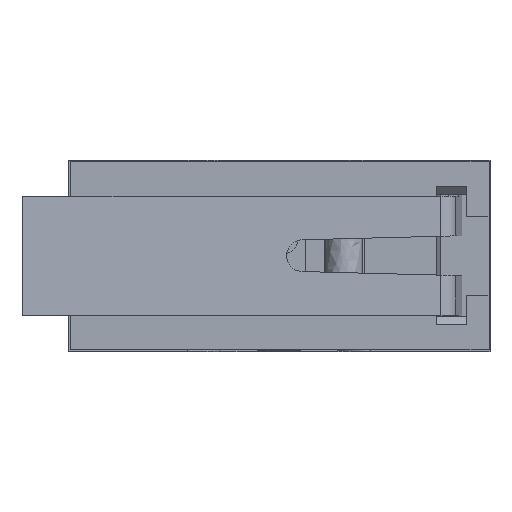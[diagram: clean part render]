
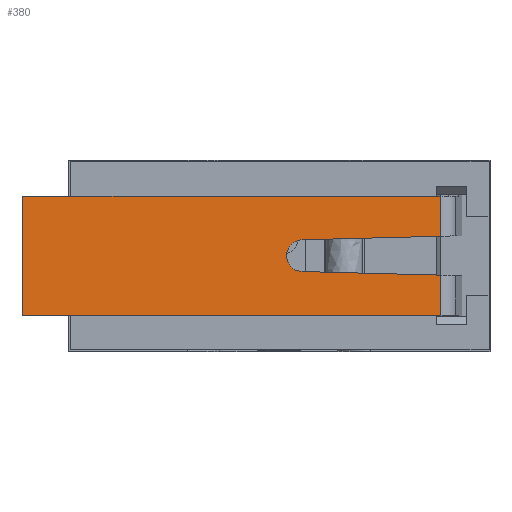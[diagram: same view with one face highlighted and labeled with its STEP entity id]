
A CAD part, top view. The second image highlights one B-rep face of the part: STEP entity #380.
In plain terms, the highlighted planar face has unit normal (0.081, 0, 0.997).
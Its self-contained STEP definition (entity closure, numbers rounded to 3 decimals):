
#380=ADVANCED_FACE('',(#692),#5297,.T.);
#692=FACE_OUTER_BOUND('',#1044,.T.);
#1044=EDGE_LOOP('',(#2505,#2506,#2507,#2508,#2509,#2510,#2511,#2512));
#2505=ORIENTED_EDGE('',*,*,#3481,.T.);
#2506=ORIENTED_EDGE('',*,*,#3501,.T.);
#2507=ORIENTED_EDGE('',*,*,#3482,.T.);
#2508=ORIENTED_EDGE('',*,*,#3483,.T.);
#2509=ORIENTED_EDGE('',*,*,#3484,.T.);
#2510=ORIENTED_EDGE('',*,*,#3485,.T.);
#2511=ORIENTED_EDGE('',*,*,#3486,.T.);
#2512=ORIENTED_EDGE('',*,*,#3487,.T.);
#3481=EDGE_CURVE('',#4949,#4950,#4357,.T.);
#3482=EDGE_CURVE('',#4951,#4952,#4358,.T.);
#3483=EDGE_CURVE('',#4952,#4953,#4359,.T.);
#3484=EDGE_CURVE('',#4953,#4954,#4360,.T.);
#3485=EDGE_CURVE('',#4954,#4955,#4361,.T.);
#3486=EDGE_CURVE('',#4955,#4956,#4362,.T.);
#3487=EDGE_CURVE('',#4956,#4949,#4363,.T.);
#3501=EDGE_CURVE('',#4950,#4951,#3649,.T.);
#3649=(
BOUNDED_CURVE()
B_SPLINE_CURVE(2,(#11345,#11346,#11347,#11348,#11349),.UNSPECIFIED.,.F.,
 .F.)
B_SPLINE_CURVE_WITH_KNOTS((3,2,3),(-0.059,-0.029,
0.),.UNSPECIFIED.)
CURVE()
GEOMETRIC_REPRESENTATION_ITEM()
RATIONAL_B_SPLINE_CURVE((1.,0.716,1.,0.716,1.))
REPRESENTATION_ITEM('')
);
#4357=B_SPLINE_CURVE_WITH_KNOTS('',1,(#11283,#11284),.UNSPECIFIED.,.F.,
 .F.,(2,2),(0.,0.166),.UNSPECIFIED.);
#4358=B_SPLINE_CURVE_WITH_KNOTS('',1,(#11285,#11286),.UNSPECIFIED.,.F.,
 .F.,(2,2),(0.,0.166),.UNSPECIFIED.);
#4359=B_SPLINE_CURVE_WITH_KNOTS('',1,(#11287,#11288),.UNSPECIFIED.,.F.,
 .F.,(2,2),(0.,0.048),.UNSPECIFIED.);
#4360=B_SPLINE_CURVE_WITH_KNOTS('',1,(#11289,#11290),.UNSPECIFIED.,.F.,
 .F.,(2,2),(0.,0.501),.UNSPECIFIED.);
#4361=B_SPLINE_CURVE_WITH_KNOTS('',1,(#11291,#11292),.UNSPECIFIED.,.F.,
 .F.,(2,2),(0.,0.143),.UNSPECIFIED.);
#4362=B_SPLINE_CURVE_WITH_KNOTS('',1,(#11293,#11294),.UNSPECIFIED.,.F.,
 .F.,(2,2),(0.,0.501),.UNSPECIFIED.);
#4363=B_SPLINE_CURVE_WITH_KNOTS('',1,(#11295,#11296),.UNSPECIFIED.,.F.,
 .F.,(2,2),(0.,0.048),.UNSPECIFIED.);
#4949=VERTEX_POINT('',#11205);
#4950=VERTEX_POINT('',#11206);
#4951=VERTEX_POINT('',#11207);
#4952=VERTEX_POINT('',#11208);
#4953=VERTEX_POINT('',#11209);
#4954=VERTEX_POINT('',#11210);
#4955=VERTEX_POINT('',#11211);
#4956=VERTEX_POINT('',#11212);
#5297=PLANE('',#5542);
#5542=AXIS2_PLACEMENT_3D('',#10912,#5771,$);
#5771=DIRECTION('',(0.081,0.,0.997));
#10912=CARTESIAN_POINT('',(21.354,-17.424,5.637));
#11205=CARTESIAN_POINT('',(4.882,-0.59,6.979));
#11206=CARTESIAN_POINT('',(0.673,-0.482,7.322));
#11207=CARTESIAN_POINT('',(0.673,0.482,7.322));
#11208=CARTESIAN_POINT('',(4.882,0.59,6.979));
#11209=CARTESIAN_POINT('',(4.882,1.81,6.979));
#11210=CARTESIAN_POINT('',(-7.805,1.81,8.012));
#11211=CARTESIAN_POINT('',(-7.805,-1.81,8.012));
#11212=CARTESIAN_POINT('',(4.882,-1.81,6.979));
#11283=CARTESIAN_POINT('',(4.882,-0.59,6.979));
#11284=CARTESIAN_POINT('',(0.673,-0.482,7.322));
#11285=CARTESIAN_POINT('',(0.673,0.482,7.322));
#11286=CARTESIAN_POINT('',(4.882,0.59,6.979));
#11287=CARTESIAN_POINT('',(4.882,0.59,6.979));
#11288=CARTESIAN_POINT('',(4.882,1.81,6.979));
#11289=CARTESIAN_POINT('',(4.882,1.81,6.979));
#11290=CARTESIAN_POINT('',(-7.805,1.81,8.012));
#11291=CARTESIAN_POINT('',(-7.805,1.81,8.012));
#11292=CARTESIAN_POINT('',(-7.805,-1.81,8.012));
#11293=CARTESIAN_POINT('',(-7.805,-1.81,8.012));
#11294=CARTESIAN_POINT('',(4.882,-1.81,6.979));
#11295=CARTESIAN_POINT('',(4.882,-1.81,6.979));
#11296=CARTESIAN_POINT('',(4.882,-0.59,6.979));
#11345=CARTESIAN_POINT('',(0.673,-0.482,7.322));
#11346=CARTESIAN_POINT('',(0.204,-0.47,7.36));
#11347=CARTESIAN_POINT('',(0.204,0.,7.36));
#11348=CARTESIAN_POINT('',(0.204,0.47,7.36));
#11349=CARTESIAN_POINT('',(0.673,0.482,7.322));
